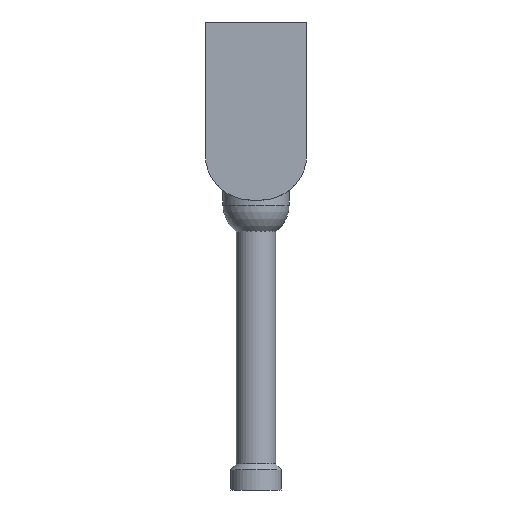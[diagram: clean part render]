
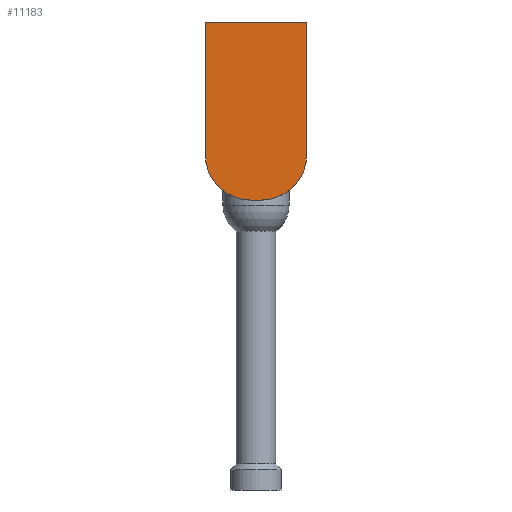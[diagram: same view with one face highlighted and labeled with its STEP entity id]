
A CAD part, front view. The second image highlights one B-rep face of the part: STEP entity #11183.
In plain terms, the highlighted planar face has unit normal (0, -1, 0).
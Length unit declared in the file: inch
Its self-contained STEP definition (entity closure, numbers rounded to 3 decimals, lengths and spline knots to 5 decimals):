
#513=CIRCLE($,#11975,0.562);
#514=CIRCLE($,#11978,0.562);
#1995=FACE_OUTER_BOUND($,#2940,.T.);
#2940=EDGE_LOOP($,(#9182,#9183,#9184,#9185,#9186,#9187));
#3639=LINE($,#17838,#4334);
#3683=LINE($,#20695,#4378);
#3686=LINE($,#20702,#4381);
#3687=LINE($,#20704,#4382);
#4334=VECTOR($,#12874,1.25);
#4378=VECTOR($,#13934,0.126);
#4381=VECTOR($,#13943,1.626);
#4382=VECTOR($,#13946,1.626);
#5055=VERTEX_POINT($,#17836);
#5056=VERTEX_POINT($,#17837);
#5433=VERTEX_POINT($,#20688);
#5434=VERTEX_POINT($,#20690);
#5435=VERTEX_POINT($,#20694);
#5436=VERTEX_POINT($,#20698);
#6353=EDGE_CURVE($,#5055,#5056,#3639,.T.);
#6736=EDGE_CURVE($,#5434,#5433,#513,.T.);
#6737=EDGE_CURVE($,#5433,#5435,#3683,.T.);
#6739=EDGE_CURVE($,#5435,#5436,#514,.T.);
#6741=EDGE_CURVE($,#5436,#5055,#3686,.T.);
#6742=EDGE_CURVE($,#5056,#5434,#3687,.T.);
#9182=ORIENTED_EDGE($,*,*,#6741,.F.);
#9183=ORIENTED_EDGE($,*,*,#6739,.F.);
#9184=ORIENTED_EDGE($,*,*,#6737,.F.);
#9185=ORIENTED_EDGE($,*,*,#6736,.F.);
#9186=ORIENTED_EDGE($,*,*,#6742,.F.);
#9187=ORIENTED_EDGE($,*,*,#6353,.F.);
#9874=PLANE($,#11981);
#11183=ADVANCED_FACE($,(#1995),#9874,.F.);
#11975=AXIS2_PLACEMENT_3D($,#20692,#13930,#13931);
#11978=AXIS2_PLACEMENT_3D($,#20699,#13938,#13939);
#11981=AXIS2_PLACEMENT_3D($,#20705,#13947,#13948);
#12874=DIRECTION($,(1.,0.,0.));
#13930=DIRECTION('center_axis',(0.,1.,0.));
#13931=DIRECTION('ref_axis',(0.,0.,1.));
#13934=DIRECTION($,(-1.,0.,0.));
#13938=DIRECTION('center_axis',(0.,1.,0.));
#13939=DIRECTION('ref_axis',(0.,0.,1.));
#13943=DIRECTION($,(0.,0.,1.));
#13946=DIRECTION($,(0.,0.,-1.));
#13947=DIRECTION('center_axis',(0.,1.,0.));
#13948=DIRECTION('ref_axis',(0.,0.,1.));
#17836=CARTESIAN_POINT('',(-0.625,-0.4225,0.));
#17837=CARTESIAN_POINT('',(0.625,-0.4225,0.));
#17838=CARTESIAN_POINT($,(-0.625,-0.4225,0.));
#20688=CARTESIAN_POINT('',(0.063,-0.4225,-2.188));
#20690=CARTESIAN_POINT('',(0.625,-0.4225,-1.626));
#20692=CARTESIAN_POINT('Origin',(0.063,-0.4225,-1.626));
#20694=CARTESIAN_POINT('',(-0.063,-0.4225,-2.188));
#20695=CARTESIAN_POINT($,(-0.063,-0.4225,-2.188));
#20698=CARTESIAN_POINT('',(-0.625,-0.4225,-1.626));
#20699=CARTESIAN_POINT('Origin',(-0.063,-0.4225,-1.626));
#20702=CARTESIAN_POINT($,(-0.625,-0.4225,0.));
#20704=CARTESIAN_POINT($,(0.625,-0.4225,0.));
#20705=CARTESIAN_POINT('Origin',(-0.063,-0.4225,-1.626));
